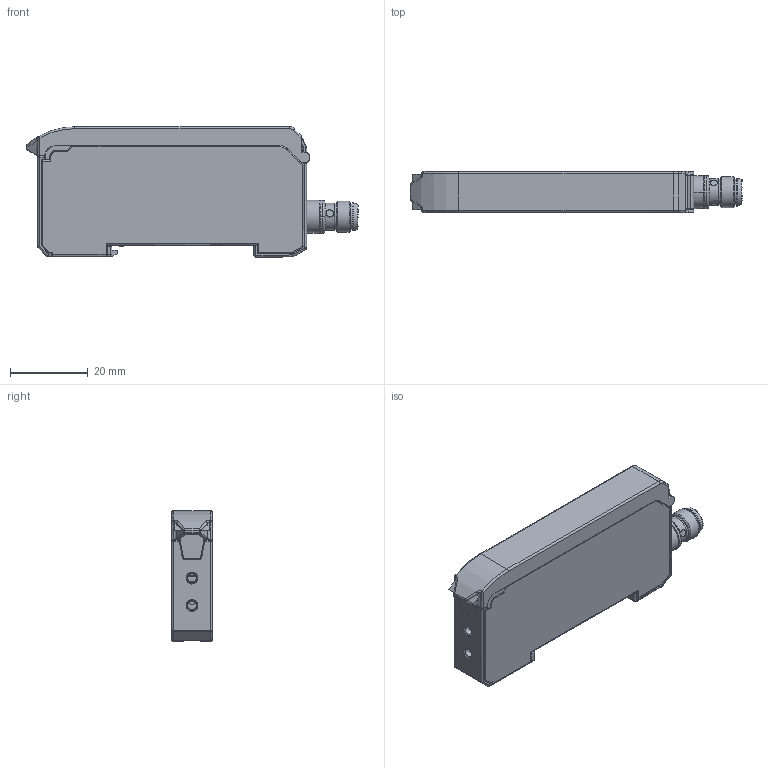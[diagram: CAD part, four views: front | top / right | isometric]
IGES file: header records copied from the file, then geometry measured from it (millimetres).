
Global section: file name: OLK71-XX-T4; native system: Autodesk Inventor 2021; preprocessor: unknown; author: C. Frage; organization: di-soric GmbH & Co. KG; date: 20211006.153304; units: millimetre
Bounding box: 85.2 x 10.58 x 33.48 mm (x, y, z)
Volume: 360.5 mm3; surface area: 20295.5 mm2
Topology: 1 solids, 1 shells, 2152 faces, 13060 edges, 12971 vertices
Faces by surface type: bspline 1713, revolution 439
